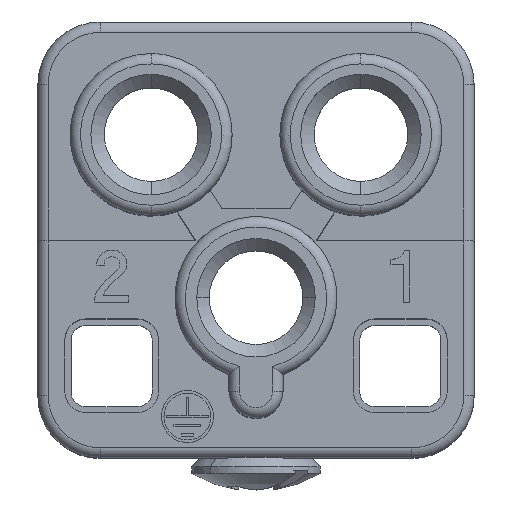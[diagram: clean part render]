
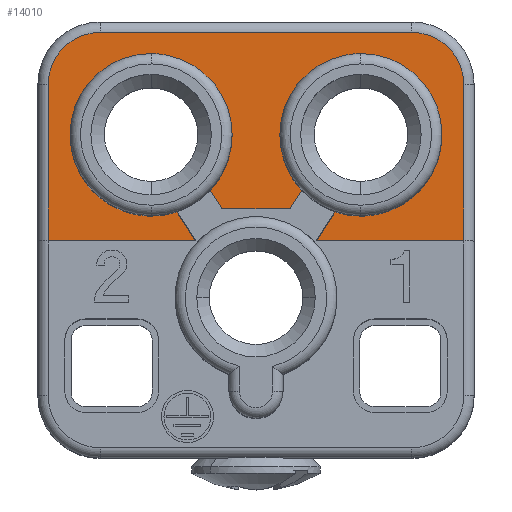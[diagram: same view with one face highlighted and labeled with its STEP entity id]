
A CAD part, top view. The second image highlights one B-rep face of the part: STEP entity #14010.
In plain terms, the highlighted planar face has unit normal (0, 0, 1).
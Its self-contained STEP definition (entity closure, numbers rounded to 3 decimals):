
#1730=CARTESIAN_POINT('',(46.648,47.289,14.2));
#1740=VERTEX_POINT('',#1730);
#1770=CARTESIAN_POINT('',(47.995,49.383,
14.2));
#1780=DIRECTION('',(-0.541,-0.841,
0.));
#1790=VECTOR('',#1780,1.);
#1800=LINE('',#1770,#1790);
#1810=CARTESIAN_POINT('',(46.08,46.406,
14.2));
#1820=VERTEX_POINT('',#1810);
#1830=EDGE_CURVE('',#1740,#1820,#1800,.T.);
#3050=CARTESIAN_POINT('',(38.284,41.289,14.2));
#3060=VERTEX_POINT('',#3050);
#3220=CARTESIAN_POINT('',(38.284,48.839,14.2));
#3230=VERTEX_POINT('',#3220);
#3260=CARTESIAN_POINT('',(38.284,0.,14.2));
#3270=DIRECTION('',(0.,-1.,0.));
#3280=VECTOR('',#3270,1.);
#3290=LINE('',#3260,#3280);
#3300=EDGE_CURVE('',#3230,#3060,#3290,.T.);
#10910=CARTESIAN_POINT('',(55.784,38.789,14.2));
#10920=VERTEX_POINT('',#10910);
#10950=CARTESIAN_POINT('',(55.784,41.289,14.2));
#10960=DIRECTION('',(0.,0.,1.));
#10970=DIRECTION('',(1.,0.,0.));
#10980=AXIS2_PLACEMENT_3D('',#10950,#10960,#10970);
#10990=CIRCLE('',#10980,2.5);
#11000=CARTESIAN_POINT('',(58.284,41.289,14.2));
#11010=VERTEX_POINT('',#11000);
#11020=EDGE_CURVE('',#10920,#11010,#10990,.T.);
#12900=CARTESIAN_POINT('',(56.955,51.402,
14.2));
#12910=DIRECTION('',(0.,0.,1.));
#12920=DIRECTION('',(-1.,0.,0.));
#12930=AXIS2_PLACEMENT_3D('',#12900,#12910,#12920);
#12940=PLANE('',#12930);
#12950=CARTESIAN_POINT('',(48.573,49.383,
14.2));
#12960=DIRECTION('',(0.541,-0.841,0.));
#12970=VECTOR('',#12960,1.);
#12980=LINE('',#12950,#12970);
#12990=CARTESIAN_POINT('',(49.921,47.289,14.2))
;
#13000=VERTEX_POINT('',#12990);
#13010=CARTESIAN_POINT('',(50.489,46.406,
14.2));
#13020=VERTEX_POINT('',#13010);
#13030=EDGE_CURVE('',#13000,#13020,#12980,.T.);
#13040=ORIENTED_EDGE('',*,*,#13030,.F.);
#13050=CARTESIAN_POINT('',(53.334,43.739,
14.2));
#13060=DIRECTION('',(0.,0.,-1.));
#13070=DIRECTION('',(1.,0.,0.));
#13080=AXIS2_PLACEMENT_3D('',#13050,#13060,#13070);
#13090=CIRCLE('',#13080,3.9);
#13100=CARTESIAN_POINT('',(49.434,43.739,
14.2));
#13110=VERTEX_POINT('',#13100);
#13120=EDGE_CURVE('',#13110,#13020,#13090,.T.);
#13130=ORIENTED_EDGE('',*,*,#13120,.T.);
#13140=CARTESIAN_POINT('',(57.234,43.739,
14.2));
#13150=VERTEX_POINT('',#13140);
#13160=EDGE_CURVE('',#13150,#13110,#13090,.T.);
#13170=ORIENTED_EDGE('',*,*,#13160,.T.);
#13180=CARTESIAN_POINT('',(52.087,47.434,
14.2));
#13190=VERTEX_POINT('',#13180);
#13200=EDGE_CURVE('',#13190,#13150,#13090,.T.);
#13210=ORIENTED_EDGE('',*,*,#13200,.T.);
#13220=CARTESIAN_POINT('',(82.602,0.,14.2));
#13230=DIRECTION('',(0.541,-0.841,0.));
#13240=VECTOR('',#13230,1.);
#13250=LINE('',#13220,#13240);
#13260=CARTESIAN_POINT('',(51.183,48.839,14.2))
;
#13270=VERTEX_POINT('',#13260);
#13280=EDGE_CURVE('',#13270,#13190,#13250,.T.);
#13290=ORIENTED_EDGE('',*,*,#13280,.T.);
#13300=CARTESIAN_POINT('',(0.,48.839,14.2));
#13310=DIRECTION('',(1.,0.,0.));
#13320=VECTOR('',#13310,1.);
#13330=LINE('',#13300,#13320);
#13340=CARTESIAN_POINT('',(58.284,48.839,14.2));
#13350=VERTEX_POINT('',#13340);
#13360=EDGE_CURVE('',#13270,#13350,#13330,.T.);
#13370=ORIENTED_EDGE('',*,*,#13360,.F.);
#13380=CARTESIAN_POINT('',(58.284,0.,14.2));
#13390=DIRECTION('',(0.,-1.,0.));
#13400=VECTOR('',#13390,1.);
#13410=LINE('',#13380,#13400);
#13420=EDGE_CURVE('',#13350,#11010,#13410,.T.);
#13430=ORIENTED_EDGE('',*,*,#13420,.F.);
#13440=ORIENTED_EDGE('',*,*,#11020,.T.);
#13450=CARTESIAN_POINT('',(0.,38.789,14.2));
#13460=DIRECTION('',(1.,0.,0.));
#13470=VECTOR('',#13460,1.);
#13480=LINE('',#13450,#13470);
#13490=CARTESIAN_POINT('',(40.784,38.789,14.2))
;
#13500=VERTEX_POINT('',#13490);
#13510=EDGE_CURVE('',#13500,#10920,#13480,.T.);
#13520=ORIENTED_EDGE('',*,*,#13510,.T.);
#13530=CARTESIAN_POINT('',(40.784,41.289,14.2))
;
#13540=DIRECTION('',(0.,0.,-1.));
#13550=DIRECTION('',(-1.,0.,0.));
#13560=AXIS2_PLACEMENT_3D('',#13530,#13540,#13550);
#13570=CIRCLE('',#13560,2.5);
#13580=EDGE_CURVE('',#13500,#3060,#13570,.T.);
#13590=ORIENTED_EDGE('',*,*,#13580,.F.);
#13600=ORIENTED_EDGE('',*,*,#3300,.T.);
#13610=CARTESIAN_POINT('',(0.,48.839,14.2));
#13620=DIRECTION('',(-1.,0.,0.));
#13630=VECTOR('',#13620,1.);
#13640=LINE('',#13610,#13630);
#13650=CARTESIAN_POINT('',(45.386,48.839,14.2))
;
#13660=VERTEX_POINT('',#13650);
#13670=EDGE_CURVE('',#13660,#3230,#13640,.T.);
#13680=ORIENTED_EDGE('',*,*,#13670,.T.);
#13690=CARTESIAN_POINT('',(13.967,0.,14.2));
#13700=DIRECTION('',(-0.541,-0.841,0.));
#13710=VECTOR('',#13700,1.);
#13720=LINE('',#13690,#13710);
#13730=CARTESIAN_POINT('',(44.482,47.434,
14.2));
#13740=VERTEX_POINT('',#13730);
#13750=EDGE_CURVE('',#13660,#13740,#13720,.T.);
#13760=ORIENTED_EDGE('',*,*,#13750,.F.);
#13770=CARTESIAN_POINT('',(43.234,43.739,
14.2));
#13780=DIRECTION('',(0.,0.,1.));
#13790=DIRECTION('',(-1.,0.,0.));
#13800=AXIS2_PLACEMENT_3D('',#13770,#13780,#13790);
#13810=CIRCLE('',#13800,3.9);
#13820=CARTESIAN_POINT('',(39.334,43.739,
14.2));
#13830=VERTEX_POINT('',#13820);
#13840=EDGE_CURVE('',#13740,#13830,#13810,.T.);
#13850=ORIENTED_EDGE('',*,*,#13840,.F.);
#13860=CARTESIAN_POINT('',(47.134,43.739,
14.2));
#13870=VERTEX_POINT('',#13860);
#13880=EDGE_CURVE('',#13830,#13870,#13810,.T.);
#13890=ORIENTED_EDGE('',*,*,#13880,.F.);
#13900=EDGE_CURVE('',#13870,#1820,#13810,.T.);
#13910=ORIENTED_EDGE('',*,*,#13900,.F.);
#13920=ORIENTED_EDGE('',*,*,#1830,.T.);
#13930=CARTESIAN_POINT('',(0.,47.289,14.2));
#13940=DIRECTION('',(1.,0.,0.));
#13950=VECTOR('',#13940,1.);
#13960=LINE('',#13930,#13950);
#13970=EDGE_CURVE('',#1740,#13000,#13960,.T.);
#13980=ORIENTED_EDGE('',*,*,#13970,.F.);
#13990=EDGE_LOOP('',(#13980,#13920,#13910,#13890,#13850,#13760,#13680,
#13600,#13590,#13520,#13440,#13430,#13370,#13290,#13210,#13170,#13130,
#13040));
#14000=FACE_OUTER_BOUND('',#13990,.T.);
#14010=ADVANCED_FACE('',(#14000),#12940,.T.);
